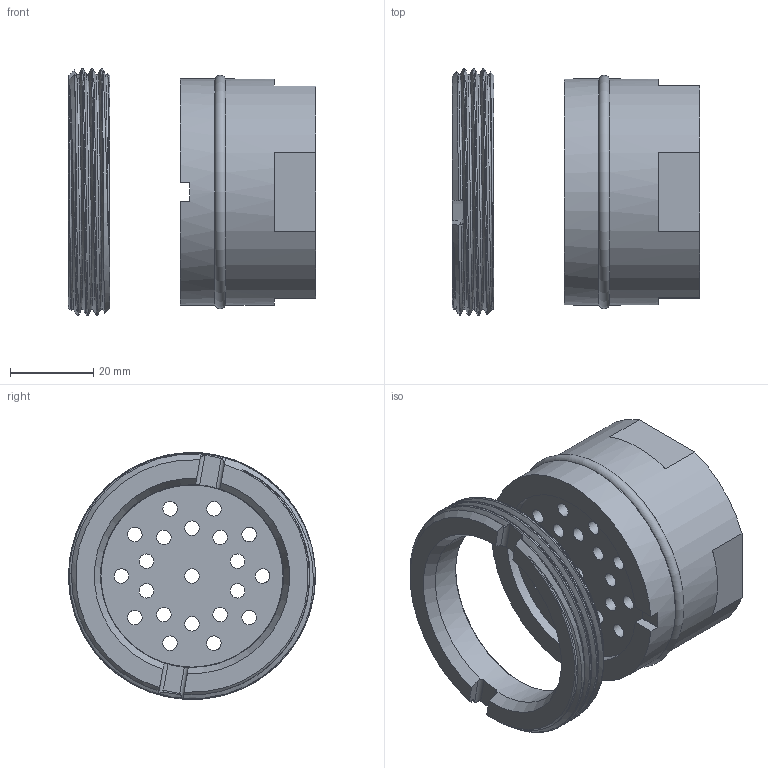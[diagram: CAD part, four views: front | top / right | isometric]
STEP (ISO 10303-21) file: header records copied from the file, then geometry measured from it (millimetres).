
FILE_DESCRIPTION(/* description */ ('','CAx-IF Rec.Pracs.---Representation and Presentation of Product Manufacturing Information (PMI)---4.0---2014-10-13'),/* implementation_level */ '2;1');
FILE_NAME(/* name */ '76460_LED_EasyFit_Noz.stp',/* time_stamp */ '2020-02-14T09:23:09+01:00',/* author */ ('guzb562'),/* organization */ (''),/* preprocessor_version */ 'ST-DEVELOPER v17.2',/* originating_system */ 'Autodesk Inventor 2019',/* authorisation */ '');
FILE_SCHEMA (('AP242_MANAGED_MODEL_BASED_3D_ENGINEERING_MIM_LF { 1 0 10303 442 1 1 4 }'));
Length unit declared in the file: millimetre
Products named in the file (3): Baugruppe1; 73774_donut_inlet_sich_ring; 76460_LED_EasyFit_Noz
Assembly tree (2 placements, depth 2):
  Baugruppe1
    73774_donut_inlet_sich_ring
    76460_LED_EasyFit_Noz
Bounding box: 59.46 x 59.4 x 59.4 mm (x, y, z)
Volume: 75722 mm3; surface area: 23773.3 mm2
Topology: 2 solids, 4 shells, 105 faces, 340 edges, 242 vertices
Faces by surface type: cylinder 35, plane 31, bspline 20, cone 16, torus 3
Full cylindrical faces by diameter (mm): 3.5 x21, 43.827 x1, 44 x1, 51.935 x2, 54.4 x2
Entity records: 15479 total; most frequent: CARTESIAN_POINT 12165, ORIENTED_EDGE 680, DIRECTION 651, EDGE_CURVE 340, AXIS2_PLACEMENT_3D 280, VERTEX_POINT 242, CIRCLE 162, EDGE_LOOP 152
